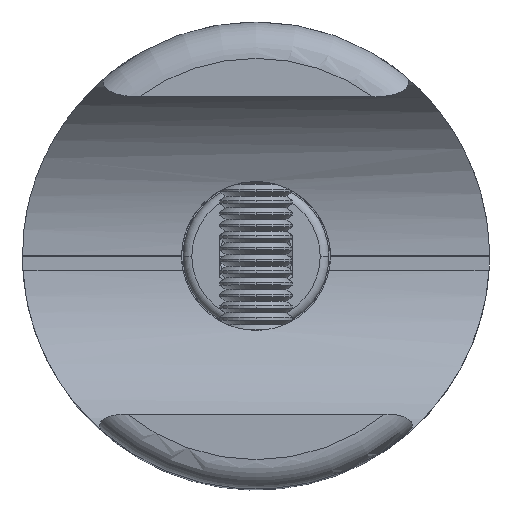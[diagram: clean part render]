
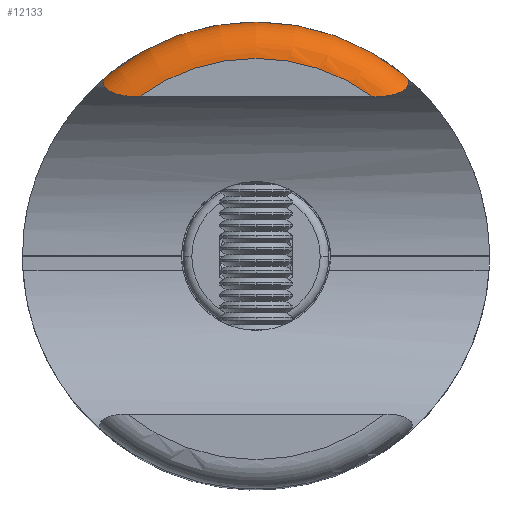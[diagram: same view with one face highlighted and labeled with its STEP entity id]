
A CAD part, top view. The second image highlights one B-rep face of the part: STEP entity #12133.
In plain terms, the highlighted toroidal (fillet/blend) face has major radius 13.5 mm and minor radius 2.5 mm.
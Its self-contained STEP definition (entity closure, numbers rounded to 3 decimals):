
#117 = CARTESIAN_POINT ( 'NONE',  ( -10.283, 12.259, 32.657 ) ) ;
#789 = CARTESIAN_POINT ( 'NONE',  ( 10.198, 12.329, 32.5 ) ) ;
#1852 = CARTESIAN_POINT ( 'NONE',  ( 8., 10.874, 35. ) ) ;
#2220 = CARTESIAN_POINT ( 'NONE',  ( -8.19, 10.874, 35. ) ) ;
#2317 = CARTESIAN_POINT ( 'NONE',  ( -9.951, 11.218, 34.512 ) ) ;
#2521 = CARTESIAN_POINT ( 'NONE',  ( -8.756, 10.907, 34.956 ) ) ;
#2707 = CARTESIAN_POINT ( 'NONE',  ( -10.134, 11.337, 34.329 ) ) ;
#2888 = ORIENTED_EDGE ( 'NONE', *, *, #7159, .F. ) ;
#3311 = CARTESIAN_POINT ( 'NONE',  ( 10.454, 11.75, 33.65 ) ) ;
#3589 = VERTEX_POINT ( 'NONE', #27060 ) ;
#3986 = TOROIDAL_SURFACE ( 'NONE', #20711, 13.5, 2.5 ) ;
#4161 = DIRECTION ( 'NONE',  ( 1., 0., 0. ) ) ;
#4569 = CARTESIAN_POINT ( 'NONE',  ( -8.944, 10.928, 34.926 ) ) ;
#4813 = CARTESIAN_POINT ( 'NONE',  ( -10.198, 12.329, 32.5 ) ) ;
#5359 = CARTESIAN_POINT ( 'NONE',  ( 9.808, 11.15, 34.611 ) ) ;
#5557 = CARTESIAN_POINT ( 'NONE',  ( 10.287, 11.471, 34.118 ) ) ;
#6117 = VERTEX_POINT ( 'NONE', #1852 ) ;
#7067 = CARTESIAN_POINT ( 'NONE',  ( -9.306, 10.993, 34.836 ) ) ;
#7158 = CARTESIAN_POINT ( 'NONE',  ( -9.802, 11.148, 34.614 ) ) ;
#7159 = EDGE_CURVE ( 'NONE', #11010, #13376, #18410, .T. ) ;
#7476 = EDGE_CURVE ( 'NONE', #13376, #6117, #21844, .T. ) ;
#7484 = CARTESIAN_POINT ( 'NONE',  ( 10.283, 12.259, 32.657 ) ) ;
#7582 = CARTESIAN_POINT ( 'NONE',  ( 10.198, 12.329, 32.5 ) ) ;
#8046 = AXIS2_PLACEMENT_3D ( 'NONE', #11753, #26990, #14030 ) ;
#8176 = DIRECTION ( 'NONE',  ( 1., 0., 0. ) ) ;
#8205 = ORIENTED_EDGE ( 'NONE', *, *, #25764, .F. ) ;
#8647 = ORIENTED_EDGE ( 'NONE', *, *, #7476, .F. ) ;
#8778 = CARTESIAN_POINT ( 'NONE',  ( 0., 0., 32.5 ) ) ;
#9095 = CARTESIAN_POINT ( 'NONE',  ( -10.453, 11.747, 33.655 ) ) ;
#9178 = CARTESIAN_POINT ( 'NONE',  ( -10.35, 12.182, 32.82 ) ) ;
#9692 = CARTESIAN_POINT ( 'NONE',  ( 10.421, 11.654, 33.816 ) ) ;
#9865 = EDGE_CURVE ( 'NONE', #6117, #3589, #22438, .T. ) ;
#10616 = DIRECTION ( 'NONE',  ( 0., 0., 1. ) ) ;
#11010 = VERTEX_POINT ( 'NONE', #4813 ) ;
#11247 = FACE_OUTER_BOUND ( 'NONE', #24426, .T. ) ;
#11410 = CARTESIAN_POINT ( 'NONE',  ( -10.44, 12.018, 33.152 ) ) ;
#11753 = CARTESIAN_POINT ( 'NONE',  ( 0., 0., 35. ) ) ;
#11922 = CARTESIAN_POINT ( 'NONE',  ( 9.956, 11.221, 34.508 ) ) ;
#12029 = CARTESIAN_POINT ( 'NONE',  ( 9.483, 11.037, 34.775 ) ) ;
#12133 = ADVANCED_FACE ( 'NONE', ( #11247 ), #3986, .T. ) ;
#13376 = VERTEX_POINT ( 'NONE', #789 ) ;
#13402 = CARTESIAN_POINT ( 'NONE',  ( -10.463, 11.93, 33.321 ) ) ;
#13507 = CARTESIAN_POINT ( 'NONE',  ( -10.198, 12.329, 32.5 ) ) ;
#14030 = DIRECTION ( 'NONE',  ( 1., 0., 0. ) ) ;
#14635 = DIRECTION ( 'NONE',  ( 0., 0., -1. ) ) ;
#16517 = CARTESIAN_POINT ( 'NONE',  ( 10.463, 11.932, 33.318 ) ) ;
#16554 = ORIENTED_EDGE ( 'NONE', *, *, #9865, .F. ) ;
#16708 = CARTESIAN_POINT ( 'NONE',  ( 10.439, 12.02, 33.148 ) ) ;
#18047 = CARTESIAN_POINT ( 'NONE',  ( -9.479, 11.036, 34.776 ) ) ;
#18133 = CARTESIAN_POINT ( 'NONE',  ( -10.284, 11.468, 34.123 ) ) ;
#18410 = CIRCLE ( 'NONE', #19353, 16. ) ;
#18648 = CARTESIAN_POINT ( 'NONE',  ( 10.326, 11.517, 34.045 ) ) ;
#18830 = CARTESIAN_POINT ( 'NONE',  ( 10.138, 11.34, 34.325 ) ) ;
#19353 = AXIS2_PLACEMENT_3D ( 'NONE', #23317, #14635, #8176 ) ;
#20247 = CARTESIAN_POINT ( 'NONE',  ( -10.19, 11.38, 34.262 ) ) ;
#20339 = CARTESIAN_POINT ( 'NONE',  ( -10.324, 11.513, 34.05 ) ) ;
#20711 = AXIS2_PLACEMENT_3D ( 'NONE', #8778, #10616, #4161 ) ;
#20877 = CARTESIAN_POINT ( 'NONE',  ( 8., 10.874, 35. ) ) ;
#21065 = CARTESIAN_POINT ( 'NONE',  ( 8.377, 10.874, 35. ) ) ;
#21797 = B_SPLINE_CURVE_WITH_KNOTS ( 'NONE', 3,
 ( #24315, #2220, #28493, #2521, #4569, #7067, #18047, #7158, #2317, #2707, #20247, #18133, #20339, #26931, #9095, #13402, #11410, #9178, #117, #13507 ),
 .UNSPECIFIED., .F., .F.,
 ( 4, 2, 2, 2, 2, 2, 2, 2, 2, 4 ),
 ( 0.021, 0.021, 0.022, 0.022, 0.023, 0.023, 0.024, 0.024, 0.025, 0.025 ),
 .UNSPECIFIED. ) ;
#21844 = B_SPLINE_CURVE_WITH_KNOTS ( 'NONE', 3,
 ( #7582, #7484, #23002, #16708, #16517, #3311, #9692, #18648, #5557, #25217, #18830, #11922, #5359, #12029, #27461, #23280, #21065, #20877 ),
 .UNSPECIFIED., .F., .F.,
 ( 4, 2, 2, 2, 2, 2, 2, 2, 4 ),
 ( 0., 0.001, 0.001, 0.002, 0.002, 0.002, 0.003, 0.003, 0.005 ),
 .UNSPECIFIED. ) ;
#22438 = CIRCLE ( 'NONE', #8046, 13.5 ) ;
#23002 = CARTESIAN_POINT ( 'NONE',  ( 10.349, 12.184, 32.817 ) ) ;
#23280 = CARTESIAN_POINT ( 'NONE',  ( 8.761, 10.896, 34.971 ) ) ;
#23317 = CARTESIAN_POINT ( 'NONE',  ( 0., 0., 32.5 ) ) ;
#24315 = CARTESIAN_POINT ( 'NONE',  ( -8., 10.874, 35. ) ) ;
#24426 = EDGE_LOOP ( 'NONE', ( #8647, #2888, #8205, #16554 ) ) ;
#25217 = CARTESIAN_POINT ( 'NONE',  ( 10.193, 11.383, 34.258 ) ) ;
#25764 = EDGE_CURVE ( 'NONE', #3589, #11010, #21797, .T. ) ;
#26931 = CARTESIAN_POINT ( 'NONE',  ( -10.42, 11.652, 33.82 ) ) ;
#26990 = DIRECTION ( 'NONE',  ( 0., 0., 1. ) ) ;
#27060 = CARTESIAN_POINT ( 'NONE',  ( -8., 10.874, 35. ) ) ;
#27461 = CARTESIAN_POINT ( 'NONE',  ( 9.305, 10.993, 34.836 ) ) ;
#28493 = CARTESIAN_POINT ( 'NONE',  ( -8.38, 10.88, 34.992 ) ) ;
